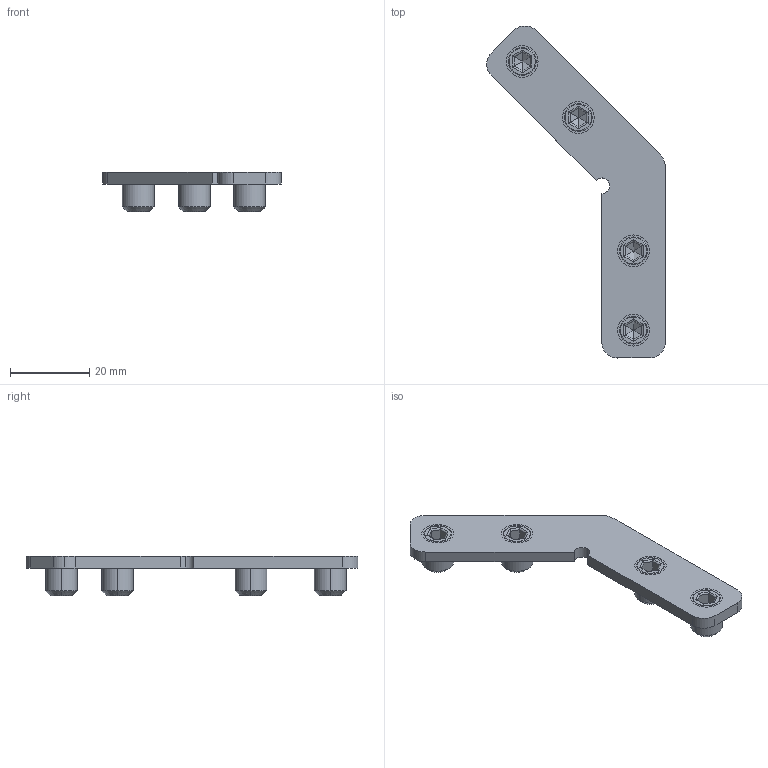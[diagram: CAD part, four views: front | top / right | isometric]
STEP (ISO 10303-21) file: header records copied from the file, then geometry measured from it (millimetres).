
FILE_DESCRIPTION((''),'2;1');
FILE_NAME('11093_KOTNIK_ZUN_45ST_KPL_ASM','2022-09-16T13:38:41',('PredragRovcanin'),('Audax d.o.o.'),'CREO PARAMETRIC BY PTC INC, 2020281','CREO PARAMETRIC BY PTC INC, 2020281','');
FILE_SCHEMA(('AUTOMOTIVE_DESIGN { 1 0 10303 214 1 1 1 1 }'));
Length unit declared in the file: millimetre
Products named in the file (3): 11093_KOTNIK_ZUN_45ST; L-DIN913-M8X10; 11093_KOTNIK_ZUN_45ST_KPL_ASM
Assembly tree (5 placements, depth 2):
  11093_KOTNIK_ZUN_45ST_KPL_ASM
    11093_KOTNIK_ZUN_45ST
    L-DIN913-M8X10  x4
Bounding box: 45.01 x 83.68 x 10 mm (x, y, z)
Volume: 5563.2 mm3; surface area: 5429.3 mm2
Topology: 5 solids, 9 shells, 136 faces, 302 edges, 192 vertices
Faces by surface type: plane 64, cylinder 56, cone 16
Entity records: 3159 total; most frequent: CARTESIAN_POINT 372, DIRECTION 343, COLOUR_RGB 323, ORIENTED_EDGE 264, PRESENTATION_STYLE_ASSIGNMENT 157, STYLED_ITEM 157, CURVE_STYLE 151, EDGE_CURVE 140
